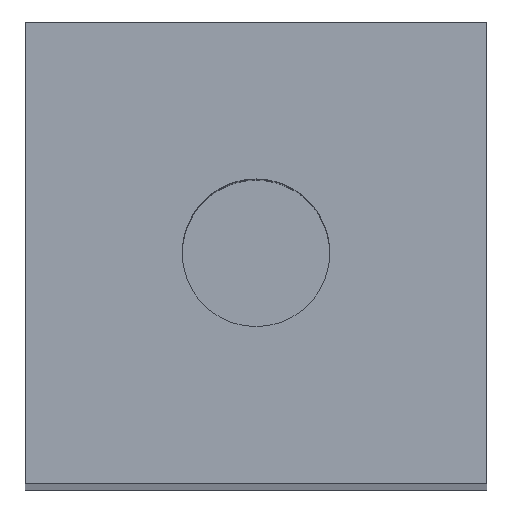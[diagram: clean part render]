
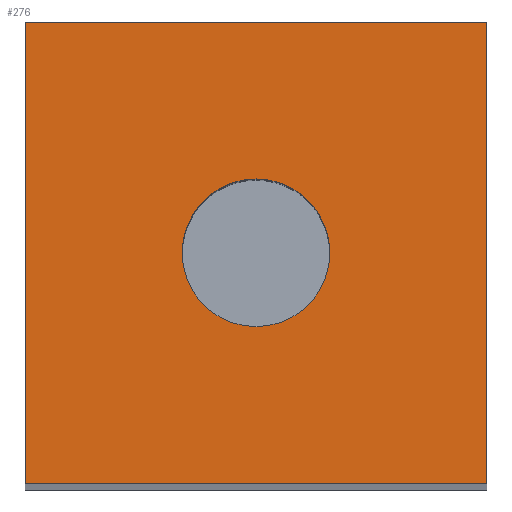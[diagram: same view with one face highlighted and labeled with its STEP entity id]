
A CAD part, top view. The second image highlights one B-rep face of the part: STEP entity #276.
In plain terms, the highlighted planar face has unit normal (0, 0, 1).
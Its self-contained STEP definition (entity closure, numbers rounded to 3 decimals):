
#24 = VERTEX_POINT('',#25);
#25 = CARTESIAN_POINT('',(-5.,5.,80.));
#31 = EDGE_CURVE('',#24,#32,#34,.T.);
#32 = VERTEX_POINT('',#33);
#33 = CARTESIAN_POINT('',(-5.,-5.,80.));
#34 = LINE('',#35,#36);
#35 = CARTESIAN_POINT('',(-5.,5.,80.));
#36 = VECTOR('',#37,1.);
#37 = DIRECTION('',(0.,-1.,0.));
#64 = VERTEX_POINT('',#65);
#65 = CARTESIAN_POINT('',(5.,5.,80.));
#71 = EDGE_CURVE('',#64,#24,#72,.T.);
#72 = LINE('',#73,#74);
#73 = CARTESIAN_POINT('',(5.,5.,80.));
#74 = VECTOR('',#75,1.);
#75 = DIRECTION('',(-1.,0.,0.));
#211 = EDGE_CURVE('',#32,#212,#214,.T.);
#212 = VERTEX_POINT('',#213);
#213 = CARTESIAN_POINT('',(5.,-5.,80.));
#214 = LINE('',#215,#216);
#215 = CARTESIAN_POINT('',(-5.,-5.,80.));
#216 = VECTOR('',#217,1.);
#217 = DIRECTION('',(1.,0.,0.));
#276 = ADVANCED_FACE('',(#277,#288),#299,.T.);
#277 = FACE_BOUND('',#278,.T.);
#278 = EDGE_LOOP('',(#279,#280,#281,#287));
#279 = ORIENTED_EDGE('',*,*,#31,.T.);
#280 = ORIENTED_EDGE('',*,*,#211,.T.);
#281 = ORIENTED_EDGE('',*,*,#282,.T.);
#282 = EDGE_CURVE('',#212,#64,#283,.T.);
#283 = LINE('',#284,#285);
#284 = CARTESIAN_POINT('',(5.,-5.,80.));
#285 = VECTOR('',#286,1.);
#286 = DIRECTION('',(0.,1.,0.));
#287 = ORIENTED_EDGE('',*,*,#71,.T.);
#288 = FACE_BOUND('',#289,.T.);
#289 = EDGE_LOOP('',(#290));
#290 = ORIENTED_EDGE('',*,*,#291,.F.);
#291 = EDGE_CURVE('',#292,#292,#294,.T.);
#292 = VERTEX_POINT('',#293);
#293 = CARTESIAN_POINT('',(1.6,0.,80.));
#294 = CIRCLE('',#295,1.6);
#295 = AXIS2_PLACEMENT_3D('',#296,#297,#298);
#296 = CARTESIAN_POINT('',(0.,0.,80.));
#297 = DIRECTION('',(0.,0.,1.));
#298 = DIRECTION('',(1.,0.,0.));
#299 = PLANE('',#300);
#300 = AXIS2_PLACEMENT_3D('',#301,#302,#303);
#301 = CARTESIAN_POINT('',(0.,0.,80.));
#302 = DIRECTION('',(0.,0.,1.));
#303 = DIRECTION('',(1.,0.,0.));
